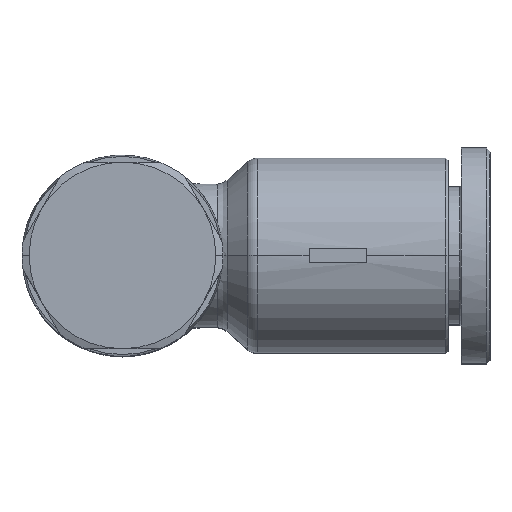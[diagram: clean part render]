
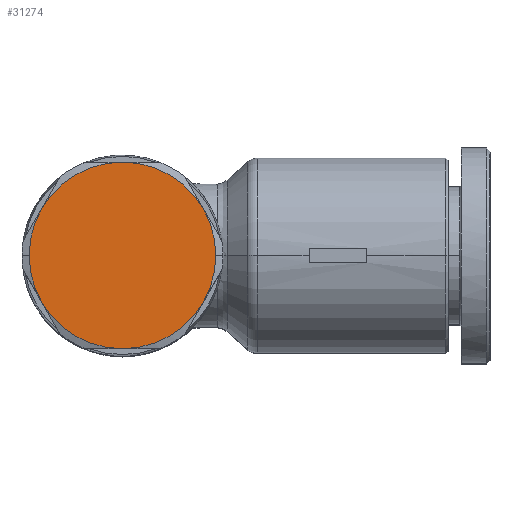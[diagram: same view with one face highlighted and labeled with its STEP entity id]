
A CAD part, top view. The second image highlights one B-rep face of the part: STEP entity #31274.
In plain terms, the highlighted planar face has unit normal (0, 0, 1).
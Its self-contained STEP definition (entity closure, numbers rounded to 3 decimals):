
#1974=CARTESIAN_POINT('',(-4.5,0.,9.0));
#1975=VERTEX_POINT('',#1974);
#1983=CARTESIAN_POINT('',(-3.629,-3.25,9.));
#1984=VERTEX_POINT('',#1983);
#1998=CARTESIAN_POINT('',(2.,0.,9.0));
#1999=DIRECTION('',(0.0,0.0,1.0));
#2000=DIRECTION('',(1.0,0.0,0.0));
#2001=AXIS2_PLACEMENT_3D('',#1998,#1999,#2000);
#2002=CIRCLE('',#2001,6.5);
#2003=EDGE_CURVE('',#1975,#1984,#2002,.T.);
#2013=CARTESIAN_POINT('',(8.5,0.,9.0));
#2014=VERTEX_POINT('',#2013);
#2021=CARTESIAN_POINT('',(7.629,-3.25,9.));
#2022=VERTEX_POINT('',#2021);
#2023=CARTESIAN_POINT('',(2.,0.,9.0));
#2024=DIRECTION('',(0.0,0.0,1.0));
#2025=DIRECTION('',(1.0,0.0,0.0));
#2026=AXIS2_PLACEMENT_3D('',#2023,#2024,#2025);
#2027=CIRCLE('',#2026,6.5);
#2028=EDGE_CURVE('',#2022,#2014,#2027,.T.);
#30676=CARTESIAN_POINT('',(2.,6.5,9.));
#30677=VERTEX_POINT('',#30676);
#30700=CARTESIAN_POINT('',(-3.629,3.25,9.));
#30701=VERTEX_POINT('',#30700);
#30715=CARTESIAN_POINT('',(2.,0.,9.0));
#30716=DIRECTION('',(0.0,0.0,1.0));
#30717=DIRECTION('',(1.0,0.0,0.0));
#30718=AXIS2_PLACEMENT_3D('',#30715,#30716,#30717);
#30719=CIRCLE('',#30718,6.5);
#30720=EDGE_CURVE('',#30677,#30701,#30719,.T.);
#30732=CARTESIAN_POINT('',(7.629,3.25,9.));
#30733=VERTEX_POINT('',#30732);
#30769=CARTESIAN_POINT('',(2.,0.,9.0));
#30770=DIRECTION('',(0.0,0.0,1.0));
#30771=DIRECTION('',(1.0,0.0,0.0));
#30772=AXIS2_PLACEMENT_3D('',#30769,#30770,#30771);
#30773=CIRCLE('',#30772,6.5);
#30774=EDGE_CURVE('',#30733,#30677,#30773,.T.);
#30807=CARTESIAN_POINT('',(2.,0.,9.0));
#30808=DIRECTION('',(0.0,0.0,1.0));
#30809=DIRECTION('',(1.0,0.0,0.0));
#30810=AXIS2_PLACEMENT_3D('',#30807,#30808,#30809);
#30811=CIRCLE('',#30810,6.5);
#30812=EDGE_CURVE('',#2014,#30733,#30811,.T.);
#30837=CARTESIAN_POINT('',(2.,-6.5,9.));
#30838=VERTEX_POINT('',#30837);
#30839=CARTESIAN_POINT('',(2.,0.,9.0));
#30840=DIRECTION('',(0.0,0.0,1.0));
#30841=DIRECTION('',(1.0,0.0,0.0));
#30842=AXIS2_PLACEMENT_3D('',#30839,#30840,#30841);
#30843=CIRCLE('',#30842,6.5);
#30844=EDGE_CURVE('',#30838,#2022,#30843,.T.);
#30891=CARTESIAN_POINT('',(2.,0.,9.0));
#30892=DIRECTION('',(0.0,0.0,1.0));
#30893=DIRECTION('',(1.0,0.0,0.0));
#30894=AXIS2_PLACEMENT_3D('',#30891,#30892,#30893);
#30895=CIRCLE('',#30894,6.5);
#30896=EDGE_CURVE('',#1984,#30838,#30895,.T.);
#30929=CARTESIAN_POINT('',(2.,0.,9.0));
#30930=DIRECTION('',(0.0,0.0,1.0));
#30931=DIRECTION('',(1.0,0.0,0.0));
#30932=AXIS2_PLACEMENT_3D('',#30929,#30930,#30931);
#30933=CIRCLE('',#30932,6.5);
#30934=EDGE_CURVE('',#30701,#1975,#30933,.T.);
#31259=CARTESIAN_POINT('',(5.25,0.,9.));
#31260=DIRECTION('',(0.0,0.0,1.0));
#31261=DIRECTION('',(-1.0,0.0,0.0));
#31262=AXIS2_PLACEMENT_3D('',#31259,#31260,#31261);
#31263=PLANE('',#31262);
#31264=ORIENTED_EDGE('',*,*,#30934,.T.);
#31265=ORIENTED_EDGE('',*,*,#2003,.T.);
#31266=ORIENTED_EDGE('',*,*,#30896,.T.);
#31267=ORIENTED_EDGE('',*,*,#30844,.T.);
#31268=ORIENTED_EDGE('',*,*,#2028,.T.);
#31269=ORIENTED_EDGE('',*,*,#30812,.T.);
#31270=ORIENTED_EDGE('',*,*,#30774,.T.);
#31271=ORIENTED_EDGE('',*,*,#30720,.T.);
#31272=EDGE_LOOP('',(#31264,#31265,#31266,#31267,#31268,#31269,#31270,#31271));
#31273=FACE_OUTER_BOUND('',#31272,.T.);
#31274=ADVANCED_FACE('',(#31273),#31263,.T.);
